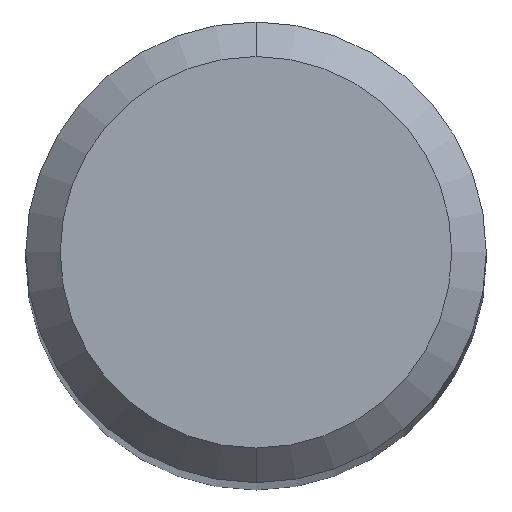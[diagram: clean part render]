
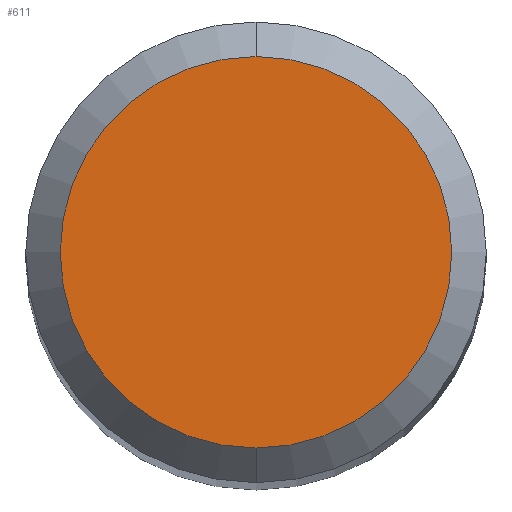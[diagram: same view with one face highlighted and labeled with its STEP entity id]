
A CAD part, top view. The second image highlights one B-rep face of the part: STEP entity #611.
In plain terms, the highlighted planar face has unit normal (0, 0, 1).
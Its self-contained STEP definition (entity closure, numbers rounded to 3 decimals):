
#611=ADVANCED_FACE('',(#1315),#1316,.T.);
#661=VERTEX_POINT('',#1369);
#731=EDGE_CURVE('',#999,#661,#1446,.T.);
#959=EDGE_CURVE('',#661,#999,#1700,.T.);
#999=VERTEX_POINT('',#1743);
#1315=FACE_OUTER_BOUND('',#2848,.T.);
#1316=PLANE('',#2849);
#1369=CARTESIAN_POINT('',(0.0,1.7,0.0));
#1446=CIRCLE('',#3210,1.7);
#1700=CIRCLE('',#4080,1.7);
#1743=CARTESIAN_POINT('',(0.,-1.7,0.0));
#2848=EDGE_LOOP('',(#4642,#4643));
#2849=AXIS2_PLACEMENT_3D('',#4644,#4645,#4646);
#3210=AXIS2_PLACEMENT_3D('',#4803,#4804,#4805);
#4080=AXIS2_PLACEMENT_3D('',#5068,#5069,#5070);
#4642=ORIENTED_EDGE('',*,*,#959,.F.);
#4643=ORIENTED_EDGE('',*,*,#731,.F.);
#4644=CARTESIAN_POINT('',(0.0,0.85,0.0));
#4645=DIRECTION('',(-0.0,0.0,1.0));
#4646=DIRECTION('',(0.0,-1.0,0.0));
#4803=CARTESIAN_POINT('',(0.0,0.0,0.0));
#4804=DIRECTION('',(0.0,0.0,-1.0));
#4805=DIRECTION('',(0.0,1.0,0.0));
#5068=CARTESIAN_POINT('',(0.0,0.0,0.0));
#5069=DIRECTION('',(0.0,0.0,-1.0));
#5070=DIRECTION('',(0.0,1.0,0.0));
